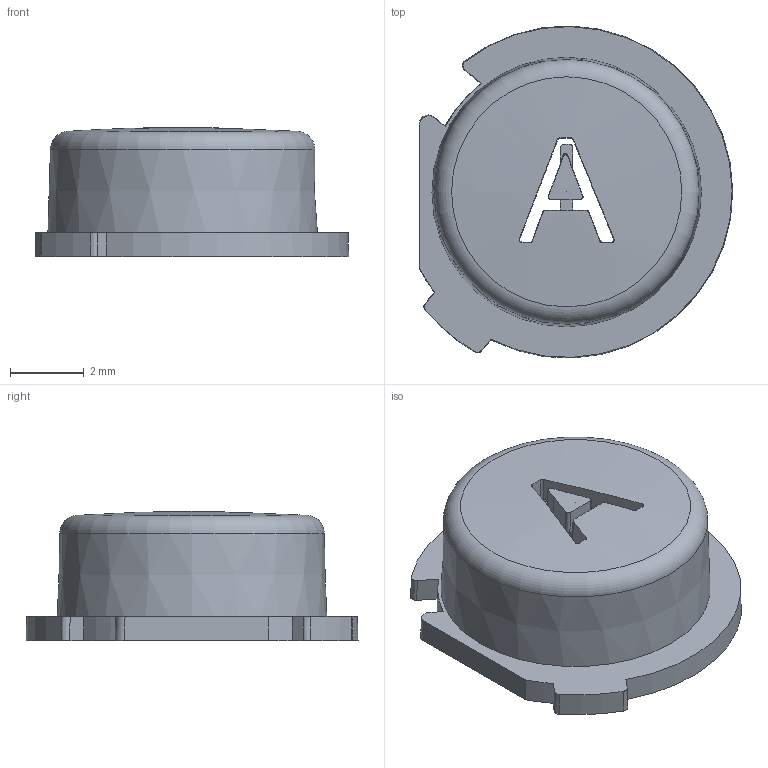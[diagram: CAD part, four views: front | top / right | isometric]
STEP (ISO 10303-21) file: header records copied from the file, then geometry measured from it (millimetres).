
FILE_DESCRIPTION(/* description */ (''),/* implementation_level */ '2;1');
FILE_NAME(/* name */ 'A-Button-Body.step',/* time_stamp */ '2024-03-14T19:30:14-07:00',/* author */ (''),/* organization */ (''),/* preprocessor_version */ 'ST-DEVELOPER v20',/* originating_system */ 'Autodesk Translation Framework v12.20.1.177',/* authorisation */ '');
FILE_SCHEMA (('AUTOMOTIVE_DESIGN { 1 0 10303 214 3 1 1 }'));
Length unit declared in the file: millimetre
Products named in the file (1): Button_body (1)
Bounding box: 8.51 x 9.01 x 3.5 mm (x, y, z)
Volume: 74.3 mm3; surface area: 258.9 mm2
Topology: 1 solids, 1 shells, 58 faces, 173 edges, 116 vertices
Faces by surface type: plane 23, cylinder 15, sphere 7, bspline 6, cone 6, torus 1
Entity records: 2647 total; most frequent: CARTESIAN_POINT 1106, ORIENTED_EDGE 344, DIRECTION 297, EDGE_CURVE 172, AXIS2_PLACEMENT_3D 125, VERTEX_POINT 116, CIRCLE 66, EDGE_LOOP 60
